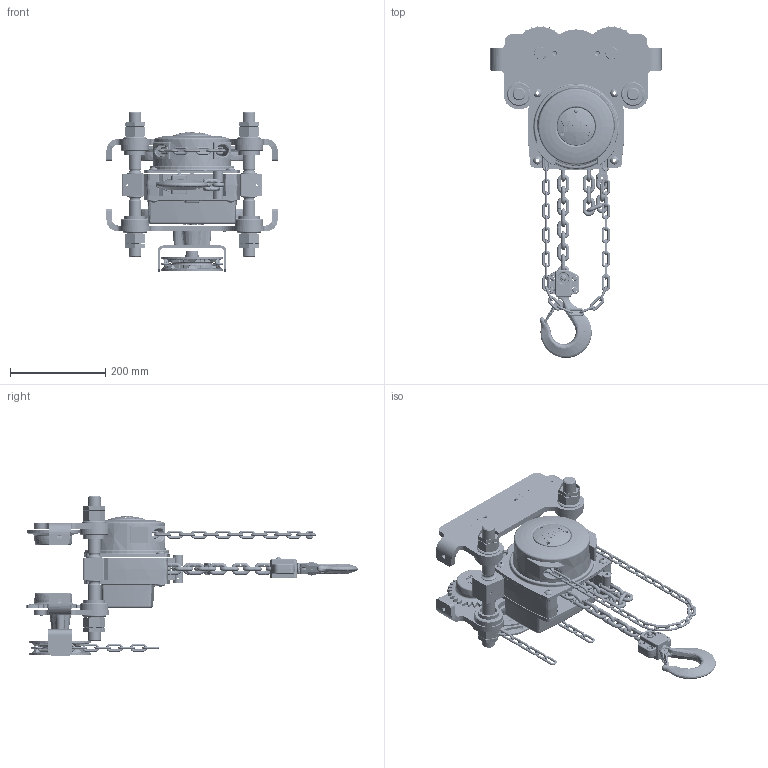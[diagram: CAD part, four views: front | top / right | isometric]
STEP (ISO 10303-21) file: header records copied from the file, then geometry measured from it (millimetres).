
FILE_DESCRIPTION (( 'STEP AP203' ), '1' );
FILE_NAME ('YLITG 2t.STEP', '2012-07-31T07:33:50', ( 'Yale Industrial Products GmbH' ), ( 'Yale Industrial Products GmbH' ), 'SwSTEP 2.0', 'SolidWorks 2011', '' );
FILE_SCHEMA (( 'CONFIG_CONTROL_DESIGN' ));
Length unit declared in the file: millimetre
Products named in the file (1): YLITG 2t
Bounding box: 360 x 698.54 x 335 mm (x, y, z)
Surface area: 1015503.9 mm2 (no closed solid volume)
Topology: 0 solids, 260 shells, 3151 faces, 10544 edges, 7299 vertices
Faces by surface type: cylinder 1206, torus 844, plane 524, bspline 259, cone 251, sphere 67
Entity records: 157005 total; most frequent: CARTESIAN_POINT 69527, DIRECTION 18783, ORIENTED_EDGE 16656, EDGE_CURVE 10458, AXIS2_PLACEMENT_3D 7804, VERTEX_POINT 7254, CIRCLE 4911, EDGE_LOOP 3452
